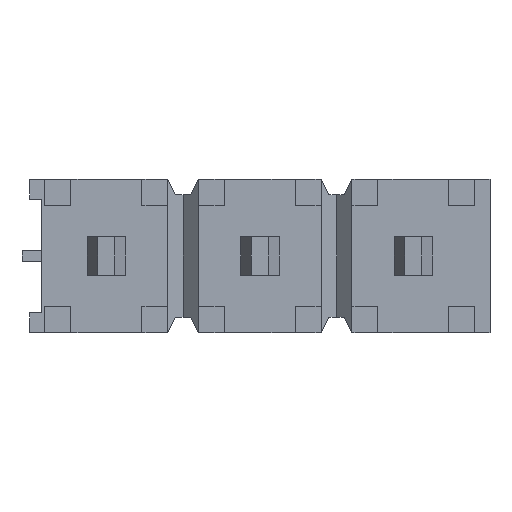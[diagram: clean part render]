
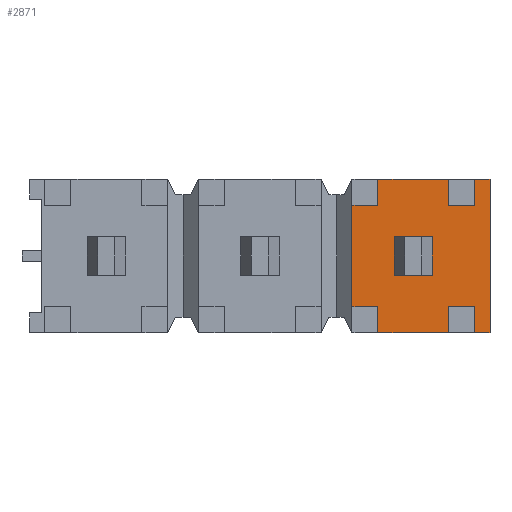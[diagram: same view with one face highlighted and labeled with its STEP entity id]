
A CAD part, front view. The second image highlights one B-rep face of the part: STEP entity #2871.
In plain terms, the highlighted planar face has unit normal (0, -1, 0).
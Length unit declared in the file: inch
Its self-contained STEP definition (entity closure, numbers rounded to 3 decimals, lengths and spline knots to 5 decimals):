
#443=ORIENTED_EDGE('',*,*,#1077,.T.);
#444=ORIENTED_EDGE('',*,*,#906,.T.);
#445=ORIENTED_EDGE('',*,*,#1000,.T.);
#446=ORIENTED_EDGE('',*,*,#1095,.T.);
#447=ORIENTED_EDGE('',*,*,#1019,.F.);
#448=ORIENTED_EDGE('',*,*,#902,.T.);
#449=ORIENTED_EDGE('',*,*,#1024,.T.);
#450=ORIENTED_EDGE('',*,*,#1096,.T.);
#451=ORIENTED_EDGE('',*,*,#879,.F.);
#452=ORIENTED_EDGE('',*,*,#1097,.F.);
#453=ORIENTED_EDGE('',*,*,#1025,.T.);
#454=ORIENTED_EDGE('',*,*,#947,.T.);
#455=ORIENTED_EDGE('',*,*,#1022,.F.);
#456=ORIENTED_EDGE('',*,*,#1098,.F.);
#457=ORIENTED_EDGE('',*,*,#1001,.T.);
#458=ORIENTED_EDGE('',*,*,#943,.T.);
#459=ORIENTED_EDGE('',*,*,#1057,.F.);
#460=ORIENTED_EDGE('',*,*,#1034,.F.);
#461=ORIENTED_EDGE('',*,*,#1031,.F.);
#462=ORIENTED_EDGE('',*,*,#1028,.F.);
#879=EDGE_CURVE('',#1278,#1272,#1537,.T.);
#902=EDGE_CURVE('',#1297,#1296,#1560,.T.);
#906=EDGE_CURVE('',#1301,#1300,#1564,.T.);
#943=EDGE_CURVE('',#1326,#1325,#1601,.T.);
#947=EDGE_CURVE('',#1330,#1329,#1605,.T.);
#1000=EDGE_CURVE('',#1300,#1359,#1658,.T.);
#1001=EDGE_CURVE('',#1360,#1326,#1659,.T.);
#1019=EDGE_CURVE('',#1297,#1369,#1677,.T.);
#1022=EDGE_CURVE('',#1370,#1329,#1680,.T.);
#1024=EDGE_CURVE('',#1296,#1371,#1682,.T.);
#1025=EDGE_CURVE('',#1372,#1330,#1683,.T.);
#1028=EDGE_CURVE('',#1374,#1375,#1686,.T.);
#1031=EDGE_CURVE('',#1375,#1377,#1689,.T.);
#1034=EDGE_CURVE('',#1377,#1379,#1692,.T.);
#1057=EDGE_CURVE('',#1379,#1374,#1715,.T.);
#1077=EDGE_CURVE('',#1325,#1301,#1735,.T.);
#1095=EDGE_CURVE('',#1359,#1369,#1753,.T.);
#1096=EDGE_CURVE('',#1371,#1272,#1754,.T.);
#1097=EDGE_CURVE('',#1372,#1278,#1755,.T.);
#1098=EDGE_CURVE('',#1360,#1370,#1756,.T.);
#1272=VERTEX_POINT('',#3939);
#1278=VERTEX_POINT('',#3951);
#1296=VERTEX_POINT('',#3995);
#1297=VERTEX_POINT('',#3997);
#1300=VERTEX_POINT('',#4003);
#1301=VERTEX_POINT('',#4005);
#1325=VERTEX_POINT('',#4069);
#1326=VERTEX_POINT('',#4071);
#1329=VERTEX_POINT('',#4077);
#1330=VERTEX_POINT('',#4079);
#1359=VERTEX_POINT('',#4183);
#1360=VERTEX_POINT('',#4187);
#1369=VERTEX_POINT('',#4223);
#1370=VERTEX_POINT('',#4227);
#1371=VERTEX_POINT('',#4231);
#1372=VERTEX_POINT('',#4235);
#1374=VERTEX_POINT('',#4240);
#1375=VERTEX_POINT('',#4242);
#1377=VERTEX_POINT('',#4248);
#1379=VERTEX_POINT('',#4254);
#1537=LINE('',#3952,#1939);
#1560=LINE('',#3996,#1962);
#1564=LINE('',#4004,#1966);
#1601=LINE('',#4070,#2003);
#1605=LINE('',#4078,#2007);
#1658=LINE('',#4184,#2060);
#1659=LINE('',#4186,#2061);
#1677=LINE('',#4222,#2079);
#1680=LINE('',#4228,#2082);
#1682=LINE('',#4232,#2084);
#1683=LINE('',#4234,#2085);
#1686=LINE('',#4241,#2088);
#1689=LINE('',#4247,#2091);
#1692=LINE('',#4253,#2094);
#1715=LINE('',#4301,#2117);
#1735=LINE('',#4339,#2137);
#1753=LINE('',#4373,#2155);
#1754=LINE('',#4374,#2156);
#1755=LINE('',#4375,#2157);
#1756=LINE('',#4376,#2158);
#1939=VECTOR('',#3196,39.37008);
#1962=VECTOR('',#3225,39.37008);
#1966=VECTOR('',#3229,39.37008);
#2003=VECTOR('',#3274,39.37008);
#2007=VECTOR('',#3278,39.37008);
#2060=VECTOR('',#3377,39.37008);
#2061=VECTOR('',#3380,39.37008);
#2079=VECTOR('',#3416,39.37008);
#2082=VECTOR('',#3421,39.37008);
#2084=VECTOR('',#3425,39.37008);
#2085=VECTOR('',#3428,39.37008);
#2088=VECTOR('',#3433,39.37008);
#2091=VECTOR('',#3438,39.37008);
#2094=VECTOR('',#3443,39.37008);
#2117=VECTOR('',#3480,39.37008);
#2137=VECTOR('',#3512,39.37008);
#2155=VECTOR('',#3554,39.37008);
#2156=VECTOR('',#3555,39.37008);
#2157=VECTOR('',#3556,39.37008);
#2158=VECTOR('',#3557,39.37008);
#2379=EDGE_LOOP('',(#443,#444,#445,#446,#447,#448,#449,#450,#451,#452,#453,
#454,#455,#456,#457,#458));
#2380=EDGE_LOOP('',(#459,#460,#461,#462));
#2549=FACE_BOUND('',#2379,.T.);
#2550=FACE_BOUND('',#2380,.T.);
#2714=PLANE('',#3054);
#2871=ADVANCED_FACE('',(#2549,#2550),#2714,.T.);
#3054=AXIS2_PLACEMENT_3D('',#4372,#3552,#3553);
#3196=DIRECTION('',(0.,0.,1.));
#3225=DIRECTION('',(-1.,0.,0.));
#3229=DIRECTION('',(-1.,0.,0.));
#3274=DIRECTION('',(1.,0.,0.));
#3278=DIRECTION('',(1.,0.,0.));
#3377=DIRECTION('',(0.,0.,-1.));
#3380=DIRECTION('',(0.,0.,-1.));
#3416=DIRECTION('',(0.,0.,-1.));
#3421=DIRECTION('',(0.,0.,-1.));
#3425=DIRECTION('',(0.,0.,-1.));
#3428=DIRECTION('',(0.,0.,-1.));
#3433=DIRECTION('',(1.,0.,0.));
#3438=DIRECTION('',(0.,0.,1.));
#3443=DIRECTION('',(-1.,0.,0.));
#3480=DIRECTION('',(0.,0.,-1.));
#3512=DIRECTION('',(0.,0.,1.));
#3552=DIRECTION('',(0.,-1.,0.));
#3553=DIRECTION('',(0.,0.,-1.));
#3554=DIRECTION('',(-1.,0.,0.));
#3555=DIRECTION('',(-1.,0.,0.));
#3556=DIRECTION('',(-1.,0.,0.));
#3557=DIRECTION('',(-1.,0.,0.));
#3939=CARTESIAN_POINT('',(0.06,0.02,0.033));
#3951=CARTESIAN_POINT('',(0.06,0.02,-0.033));
#3952=CARTESIAN_POINT('',(0.06,0.02,0.3));
#3995=CARTESIAN_POINT('',(0.07688,0.02,0.05));
#3996=CARTESIAN_POINT('',(-0.15,0.02,0.05));
#3997=CARTESIAN_POINT('',(0.12312,0.02,0.05));
#4003=CARTESIAN_POINT('',(0.14012,0.02,0.05));
#4004=CARTESIAN_POINT('',(-0.15,0.02,0.05));
#4005=CARTESIAN_POINT('',(0.15,0.02,0.05));
#4069=CARTESIAN_POINT('',(0.15,0.02,-0.05));
#4070=CARTESIAN_POINT('',(0.15,0.02,-0.05));
#4071=CARTESIAN_POINT('',(0.14012,0.02,-0.05));
#4077=CARTESIAN_POINT('',(0.12312,0.02,-0.05));
#4078=CARTESIAN_POINT('',(0.15,0.02,-0.05));
#4079=CARTESIAN_POINT('',(0.07688,0.02,-0.05));
#4183=CARTESIAN_POINT('',(0.14012,0.02,0.033));
#4184=CARTESIAN_POINT('',(0.14012,0.02,0.1));
#4186=CARTESIAN_POINT('',(0.14012,0.02,0.1));
#4187=CARTESIAN_POINT('',(0.14012,0.02,-0.033));
#4222=CARTESIAN_POINT('',(0.12312,0.02,0.1));
#4223=CARTESIAN_POINT('',(0.12312,0.02,0.033));
#4227=CARTESIAN_POINT('',(0.12312,0.02,-0.033));
#4228=CARTESIAN_POINT('',(0.12312,0.02,0.1));
#4231=CARTESIAN_POINT('',(0.07688,0.02,0.033));
#4232=CARTESIAN_POINT('',(0.07688,0.02,0.1));
#4234=CARTESIAN_POINT('',(0.07688,0.02,0.1));
#4235=CARTESIAN_POINT('',(0.07688,0.02,-0.033));
#4240=CARTESIAN_POINT('',(0.0875,0.02,-0.0125));
#4241=CARTESIAN_POINT('',(0.1125,0.02,-0.0125));
#4242=CARTESIAN_POINT('',(0.1125,0.02,-0.0125));
#4247=CARTESIAN_POINT('',(0.1125,0.02,0.0125));
#4248=CARTESIAN_POINT('',(0.1125,0.02,0.0125));
#4253=CARTESIAN_POINT('',(0.0875,0.02,0.0125));
#4254=CARTESIAN_POINT('',(0.0875,0.02,0.0125));
#4301=CARTESIAN_POINT('',(0.0875,0.02,-0.0125));
#4339=CARTESIAN_POINT('',(0.15,0.02,0.05));
#4372=CARTESIAN_POINT('',(0.18637,0.02,0.1));
#4373=CARTESIAN_POINT('',(0.3,0.02,0.033));
#4374=CARTESIAN_POINT('',(0.3,0.02,0.033));
#4375=CARTESIAN_POINT('',(0.3,0.02,-0.033));
#4376=CARTESIAN_POINT('',(0.3,0.02,-0.033));
